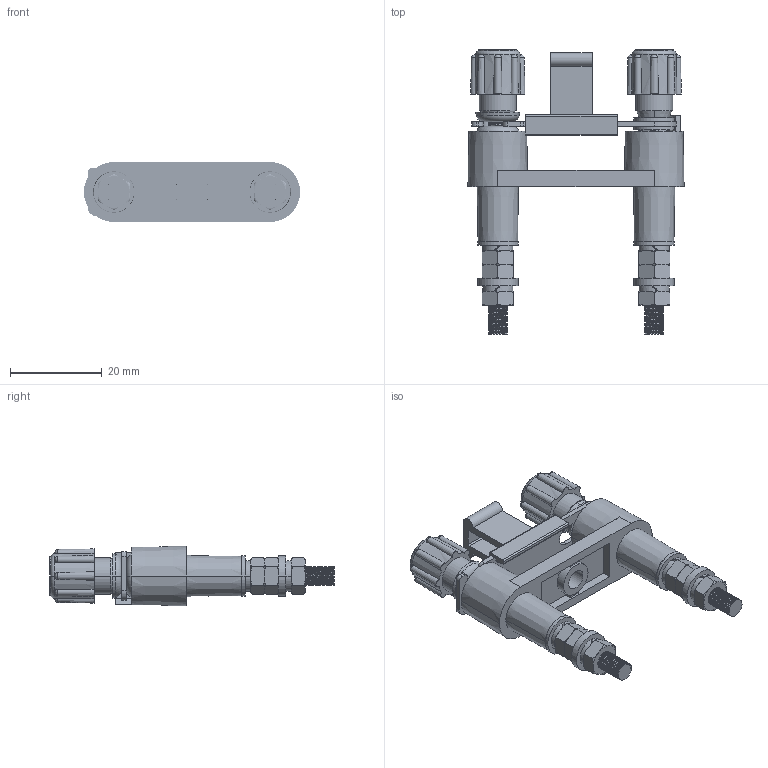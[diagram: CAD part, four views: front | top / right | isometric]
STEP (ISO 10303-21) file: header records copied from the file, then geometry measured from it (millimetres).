
FILE_DESCRIPTION((''),'2;1');
FILE_NAME('8YB785000','2022-12-02T',('ASUS'),(''),'PRO/ENGINEER BY PARAMETRIC TECHNOLOGY CORPORATION, 2013230','PRO/ENGINEER BY PARAMETRIC TECHNOLOGY CORPORATION, 2013230','');
FILE_SCHEMA(('CONFIG_CONTROL_DESIGN'));
Products named in the file (1): 8YB785000
Bounding box: 47 x 61.8 x 13 mm (x, y, z)
Volume: 8977.1 mm3; surface area: 12066 mm2
Topology: 1 solids, 25 shells, 1422 faces, 3860 edges, 2494 vertices
Faces by surface type: cylinder 729, plane 282, bspline 241, torus 118, cone 52
Entity records: 88112 total; most frequent: CARTESIAN_POINT 55091, ORIENTED_EDGE 7712, DIRECTION 5730, EDGE_CURVE 3856, VERTEX_POINT 2494, AXIS2_PLACEMENT_3D 2253, B_SPLINE_CURVE_WITH_KNOTS 1560, EDGE_LOOP 1480
